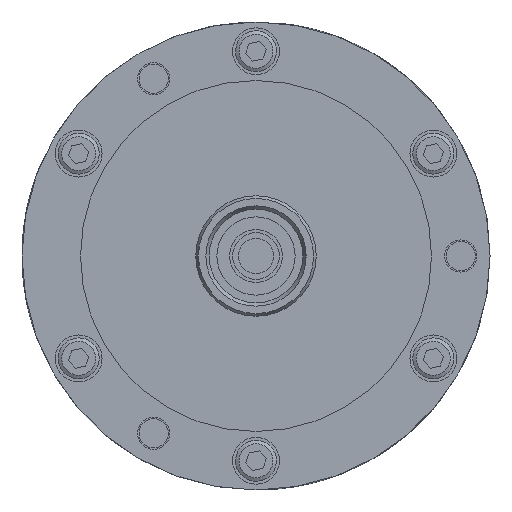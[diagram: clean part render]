
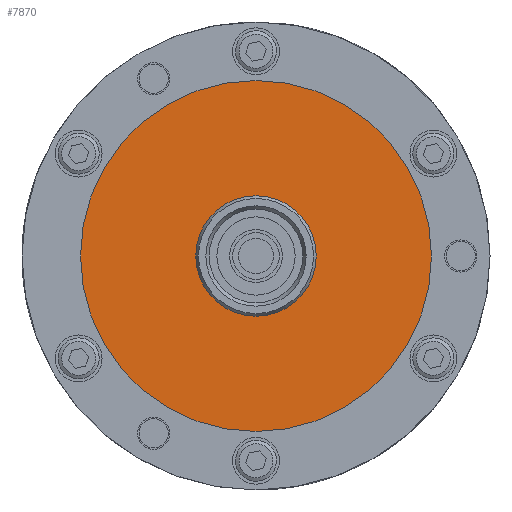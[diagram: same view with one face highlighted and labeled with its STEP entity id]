
A CAD part, left-side view. The second image highlights one B-rep face of the part: STEP entity #7870.
In plain terms, the highlighted planar face has unit normal (-1, 0, 0).
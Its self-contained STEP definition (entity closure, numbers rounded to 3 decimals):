
#309=CIRCLE('',#8481,30.);
#310=CIRCLE('',#8482,10.3);
#1297=ORIENTED_EDGE('',*,*,#3075,.F.);
#1298=ORIENTED_EDGE('',*,*,#3076,.T.);
#3075=EDGE_CURVE('',#4006,#4006,#309,.T.);
#3076=EDGE_CURVE('',#4007,#4007,#310,.T.);
#4006=VERTEX_POINT('',#12322);
#4007=VERTEX_POINT('',#12324);
#6074=EDGE_LOOP('',(#1297));
#6075=EDGE_LOOP('',(#1298));
#6813=FACE_BOUND('',#6074,.T.);
#6814=FACE_BOUND('',#6075,.T.);
#7525=PLANE('',#8480);
#7870=ADVANCED_FACE('',(#6813,#6814),#7525,.T.);
#8480=AXIS2_PLACEMENT_3D('',#12320,#9899,#9900);
#8481=AXIS2_PLACEMENT_3D('',#12321,#9901,#9902);
#8482=AXIS2_PLACEMENT_3D('',#12323,#9903,#9904);
#9899=DIRECTION('',(-1.,0.,0.));
#9900=DIRECTION('',(0.,0.,1.));
#9901=DIRECTION('',(1.,0.,0.));
#9902=DIRECTION('',(0.,0.,-1.));
#9903=DIRECTION('',(1.,0.,0.));
#9904=DIRECTION('',(0.,0.,-1.));
#12320=CARTESIAN_POINT('',(-57.,30.,0.));
#12321=CARTESIAN_POINT('',(-57.,0.,0.));
#12322=CARTESIAN_POINT('',(-57.,0.,-30.));
#12323=CARTESIAN_POINT('',(-57.,0.,0.));
#12324=CARTESIAN_POINT('',(-57.,0.,-10.3));
